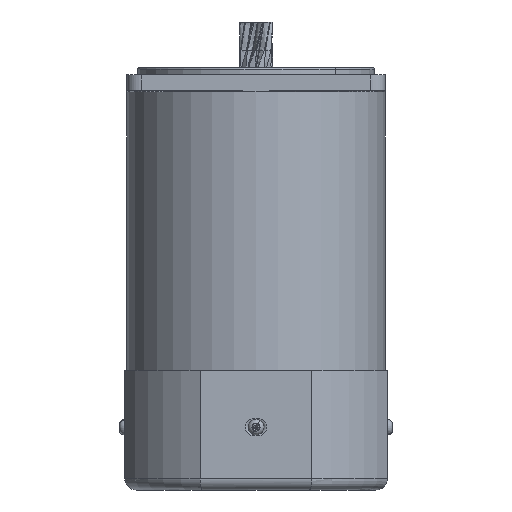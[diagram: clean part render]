
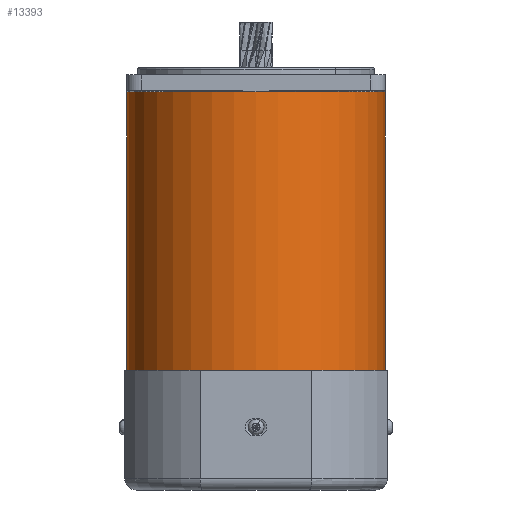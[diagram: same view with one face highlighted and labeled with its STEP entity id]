
A CAD part, front view. The second image highlights one B-rep face of the part: STEP entity #13393.
In plain terms, the highlighted cylindrical face has radius 45.25 mm (diameter 90.5 mm), a partial arc.
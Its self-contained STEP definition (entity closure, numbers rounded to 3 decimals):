
#388 = CARTESIAN_POINT ( 'NONE',  ( 0., 11.5, 45.25 ) ) ;
#1321 = CARTESIAN_POINT ( 'NONE',  ( 0., 11.5, -45.25 ) ) ;
#1851 = DIRECTION ( 'NONE',  ( 0., -1., 0. ) ) ;
#1852 = VECTOR ( 'NONE', #1851, 1000. ) ;
#1854 = CARTESIAN_POINT ( 'NONE',  ( 0., -6.603, 45.25 ) ) ;
#1924 = LINE ( 'NONE', #1854, #1852 ) ;
#2108 = CARTESIAN_POINT ( 'NONE',  ( 0., 123.5, 45.25 ) ) ;
#2193 = CARTESIAN_POINT ( 'NONE',  ( 0., 123.5, -45.25 ) ) ;
#2340 = DIRECTION ( 'NONE',  ( 0., -1., 0. ) ) ;
#2341 = VECTOR ( 'NONE', #2340, 1000. ) ;
#2342 = CARTESIAN_POINT ( 'NONE',  ( 0., -6.603, -45.25 ) ) ;
#2343 = LINE ( 'NONE', #2342, #2341 ) ;
#3421 = DIRECTION ( 'NONE',  ( 0., 0., 1. ) ) ;
#3422 = AXIS2_PLACEMENT_3D ( 'NONE', #3427, #3431, #3421 ) ;
#3426 = DIRECTION ( 'NONE',  ( 0., 0., -1. ) ) ;
#3427 = CARTESIAN_POINT ( 'NONE',  ( 0., 123.5, 0. ) ) ;
#3428 = CARTESIAN_POINT ( 'NONE',  ( -45.25, 123.5, 0. ) ) ;
#3430 = AXIS2_PLACEMENT_3D ( 'NONE', #3438, #3441, #3426 ) ;
#3431 = DIRECTION ( 'NONE',  ( 0., -1., 0. ) ) ;
#3432 = FACE_OUTER_BOUND ( 'NONE', #13391, .T. ) ;
#3438 = CARTESIAN_POINT ( 'NONE',  ( 0., -6.603, 0. ) ) ;
#3440 = CYLINDRICAL_SURFACE ( 'NONE', #3430, 45.25 ) ;
#3441 = DIRECTION ( 'NONE',  ( 0., -1., 0. ) ) ;
#3529 = CIRCLE ( 'NONE', #3422, 45.25 ) ;
#3545 = DIRECTION ( 'NONE',  ( 0., 0., 1. ) ) ;
#3546 = DIRECTION ( 'NONE',  ( 0., -1., 0. ) ) ;
#3547 = CARTESIAN_POINT ( 'NONE',  ( 0., 123.5, 0. ) ) ;
#3548 = DIRECTION ( 'NONE',  ( 0., -1., 0. ) ) ;
#3550 = CIRCLE ( 'NONE', #3591, 45.25 ) ;
#3552 = AXIS2_PLACEMENT_3D ( 'NONE', #3547, #3546, #3545 ) ;
#3555 = CARTESIAN_POINT ( 'NONE',  ( 0., 11.5, 0. ) ) ;
#3557 = CIRCLE ( 'NONE', #3552, 45.25 ) ;
#3590 = DIRECTION ( 'NONE',  ( 0., 0., -1. ) ) ;
#3591 = AXIS2_PLACEMENT_3D ( 'NONE', #3555, #3548, #3590 ) ;
#12536 = VERTEX_POINT ( 'NONE', #388 ) ;
#12718 = VERTEX_POINT ( 'NONE', #1321 ) ;
#12833 = EDGE_CURVE ( 'NONE', #12910, #12536, #1924, .T. ) ;
#12910 = VERTEX_POINT ( 'NONE', #2108 ) ;
#12985 = VERTEX_POINT ( 'NONE', #2193 ) ;
#13020 = EDGE_CURVE ( 'NONE', #12985, #12718, #2343, .T. ) ;
#13168 = ORIENTED_EDGE ( 'NONE', *, *, #12833, .F. ) ;
#13391 = EDGE_LOOP ( 'NONE', ( #13168, #13397, #13412, #13415, #13414 ) ) ;
#13393 = ADVANCED_FACE ( 'NONE', ( #3432 ), #3440, .T. ) ;
#13394 = EDGE_CURVE ( 'NONE', #12910, #13396, #3529, .T. ) ;
#13396 = VERTEX_POINT ( 'NONE', #3428 ) ;
#13397 = ORIENTED_EDGE ( 'NONE', *, *, #13394, .T. ) ;
#13410 = EDGE_CURVE ( 'NONE', #13396, #12985, #3557, .T. ) ;
#13411 = EDGE_CURVE ( 'NONE', #12536, #12718, #3550, .T. ) ;
#13412 = ORIENTED_EDGE ( 'NONE', *, *, #13410, .T. ) ;
#13414 = ORIENTED_EDGE ( 'NONE', *, *, #13411, .F. ) ;
#13415 = ORIENTED_EDGE ( 'NONE', *, *, #13020, .T. ) ;
